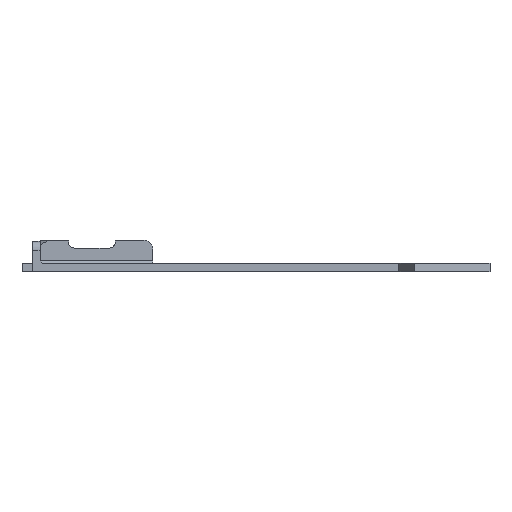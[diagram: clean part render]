
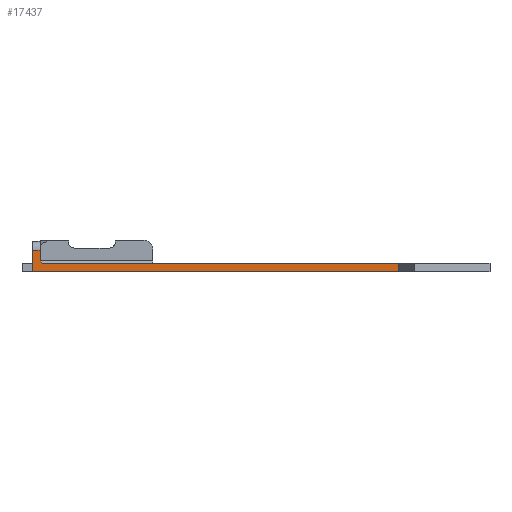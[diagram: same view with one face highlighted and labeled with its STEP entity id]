
A CAD part, left-side view. The second image highlights one B-rep face of the part: STEP entity #17437.
In plain terms, the highlighted planar face has unit normal (-1, 0, 0).
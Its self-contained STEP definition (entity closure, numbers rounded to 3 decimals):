
#2343=FACE_OUTER_BOUND('',#3348,.T.);
#3348=EDGE_LOOP('',(#16003,#16004,#16005,#16006,#16007,#16008,#16009));
#3410=LINE('',#21805,#5079);
#3728=LINE('',#24091,#5397);
#4245=LINE('',#27389,#5914);
#4936=LINE('',#31295,#6605);
#4991=LINE('',#31438,#6660);
#5018=LINE('',#31503,#6687);
#5020=LINE('',#31507,#6689);
#5079=VECTOR('',#18342,10.);
#5397=VECTOR('',#18742,10.);
#5914=VECTOR('',#19971,10.);
#6605=VECTOR('',#21322,10.);
#6660=VECTOR('',#21467,10.);
#6687=VECTOR('',#21548,10.);
#6689=VECTOR('',#21554,10.);
#6770=VERTEX_POINT('',#21802);
#6771=VERTEX_POINT('',#21804);
#7427=VERTEX_POINT('',#24088);
#7428=VERTEX_POINT('',#24090);
#8326=VERTEX_POINT('',#27386);
#8327=VERTEX_POINT('',#27388);
#8389=VERTEX_POINT('',#31437);
#8470=EDGE_CURVE('',#6770,#6771,#3410,.T.);
#9127=EDGE_CURVE('',#7427,#7428,#3728,.T.);
#10143=EDGE_CURVE('',#8326,#8327,#4245,.T.);
#10841=EDGE_CURVE('',#8327,#7427,#4936,.T.);
#10913=EDGE_CURVE('',#6771,#8389,#4991,.T.);
#10944=EDGE_CURVE('',#8389,#8326,#5018,.T.);
#10946=EDGE_CURVE('',#7428,#6770,#5020,.T.);
#16003=ORIENTED_EDGE('',*,*,#10946,.F.);
#16004=ORIENTED_EDGE('',*,*,#9127,.F.);
#16005=ORIENTED_EDGE('',*,*,#10841,.F.);
#16006=ORIENTED_EDGE('',*,*,#10143,.F.);
#16007=ORIENTED_EDGE('',*,*,#10944,.F.);
#16008=ORIENTED_EDGE('',*,*,#10913,.F.);
#16009=ORIENTED_EDGE('',*,*,#8470,.F.);
#16527=PLANE('',#18264);
#17437=ADVANCED_FACE('',(#2343),#16527,.T.);
#18264=AXIS2_PLACEMENT_3D('',#31506,#21552,#21553);
#18342=DIRECTION('',(0.,1.,0.));
#18742=DIRECTION('',(0.,-1.,0.));
#19971=DIRECTION('',(0.,0.,-1.));
#21322=DIRECTION('',(0.,-0.707,-0.707));
#21467=DIRECTION('',(0.,0.,1.));
#21548=DIRECTION('',(0.,-1.,0.));
#21552=DIRECTION('center_axis',(-1.,0.,0.));
#21553=DIRECTION('ref_axis',(0.,0.,-1.));
#21554=DIRECTION('',(0.,0.,-1.));
#21802=CARTESIAN_POINT('',(164.585,-121.58,-2.2));
#21804=CARTESIAN_POINT('',(164.585,-47.655,-2.2));
#21805=CARTESIAN_POINT('',(164.585,-47.655,-2.2));
#24088=CARTESIAN_POINT('',(164.585,-49.655,-0.5));
#24090=CARTESIAN_POINT('',(164.585,-121.58,-0.5));
#24091=CARTESIAN_POINT('',(164.585,-47.655,-0.5));
#27386=CARTESIAN_POINT('',(164.585,-49.155,2.15));
#27388=CARTESIAN_POINT('',(164.585,-49.155,0.));
#27389=CARTESIAN_POINT('',(164.585,-49.155,-2.));
#31295=CARTESIAN_POINT('',(164.585,-49.03,0.125));
#31437=CARTESIAN_POINT('',(164.585,-47.655,2.15));
#31438=CARTESIAN_POINT('',(164.585,-47.655,-2.));
#31503=CARTESIAN_POINT('',(164.585,-47.655,2.15));
#31506=CARTESIAN_POINT('Origin',(164.585,-47.655,-0.5));
#31507=CARTESIAN_POINT('',(164.585,-121.58,0.));
